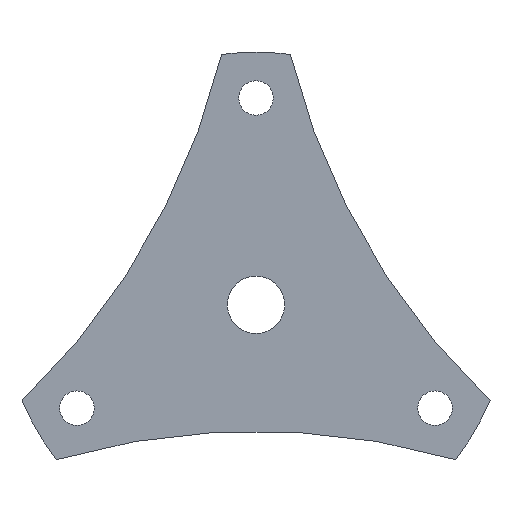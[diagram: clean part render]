
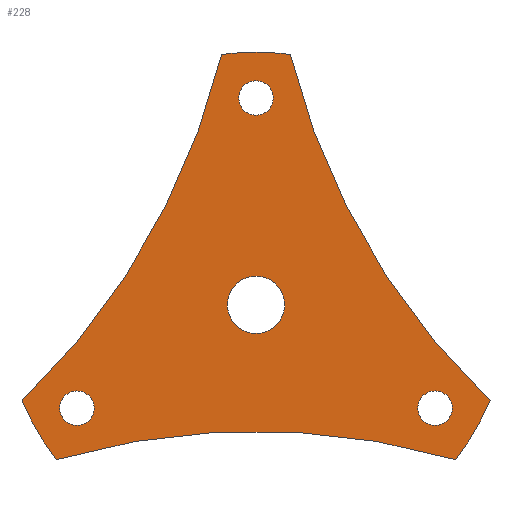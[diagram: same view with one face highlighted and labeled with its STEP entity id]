
A CAD part, front view. The second image highlights one B-rep face of the part: STEP entity #228.
In plain terms, the highlighted planar face has unit normal (0, -1, 0).
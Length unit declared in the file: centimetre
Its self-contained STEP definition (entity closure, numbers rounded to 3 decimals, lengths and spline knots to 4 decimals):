
#19=FACE_BOUND('',#53,.T.);
#20=FACE_BOUND('',#54,.T.);
#21=FACE_BOUND('',#55,.T.);
#22=FACE_BOUND('',#56,.T.);
#24=PLANE('',#274);
#36=FACE_OUTER_BOUND('',#52,.T.);
#52=EDGE_LOOP('',(#197,#198,#199,#200,#201,#202));
#53=EDGE_LOOP('',(#203));
#54=EDGE_LOOP('',(#204));
#55=EDGE_LOOP('',(#205));
#56=EDGE_LOOP('',(#206));
#78=CIRCLE('',#245,0.3969);
#80=CIRCLE('',#248,0.2381);
#82=CIRCLE('',#251,0.2381);
#84=CIRCLE('',#254,0.2381);
#85=CIRCLE('',#256,9.8264);
#87=CIRCLE('',#259,3.4925);
#89=CIRCLE('',#262,9.8264);
#91=CIRCLE('',#265,3.4925);
#93=CIRCLE('',#268,9.8264);
#95=CIRCLE('',#271,3.4925);
#98=VERTEX_POINT('',#355);
#100=VERTEX_POINT('',#361);
#102=VERTEX_POINT('',#367);
#104=VERTEX_POINT('',#373);
#105=VERTEX_POINT('',#377);
#106=VERTEX_POINT('',#378);
#109=VERTEX_POINT('',#386);
#111=VERTEX_POINT('',#392);
#113=VERTEX_POINT('',#398);
#115=VERTEX_POINT('',#404);
#119=EDGE_CURVE('',#98,#98,#78,.T.);
#122=EDGE_CURVE('',#100,#100,#80,.T.);
#125=EDGE_CURVE('',#102,#102,#82,.T.);
#128=EDGE_CURVE('',#104,#104,#84,.T.);
#129=EDGE_CURVE('',#105,#106,#85,.T.);
#133=EDGE_CURVE('',#109,#106,#87,.T.);
#136=EDGE_CURVE('',#109,#111,#89,.T.);
#139=EDGE_CURVE('',#113,#111,#91,.T.);
#142=EDGE_CURVE('',#113,#115,#93,.T.);
#145=EDGE_CURVE('',#105,#115,#95,.T.);
#197=ORIENTED_EDGE('',*,*,#145,.F.);
#198=ORIENTED_EDGE('',*,*,#129,.T.);
#199=ORIENTED_EDGE('',*,*,#133,.F.);
#200=ORIENTED_EDGE('',*,*,#136,.T.);
#201=ORIENTED_EDGE('',*,*,#139,.F.);
#202=ORIENTED_EDGE('',*,*,#142,.T.);
#203=ORIENTED_EDGE('',*,*,#128,.F.);
#204=ORIENTED_EDGE('',*,*,#125,.F.);
#205=ORIENTED_EDGE('',*,*,#122,.F.);
#206=ORIENTED_EDGE('',*,*,#119,.F.);
#228=ADVANCED_FACE('',(#36,#19,#20,#21,#22),#24,.F.);
#245=AXIS2_PLACEMENT_3D('',#357,#282,#283);
#248=AXIS2_PLACEMENT_3D('',#363,#289,#290);
#251=AXIS2_PLACEMENT_3D('',#369,#296,#297);
#254=AXIS2_PLACEMENT_3D('',#375,#303,#304);
#256=AXIS2_PLACEMENT_3D('',#379,#307,#308);
#259=AXIS2_PLACEMENT_3D('',#387,#315,#316);
#262=AXIS2_PLACEMENT_3D('',#393,#322,#323);
#265=AXIS2_PLACEMENT_3D('',#399,#329,#330);
#268=AXIS2_PLACEMENT_3D('',#405,#336,#337);
#271=AXIS2_PLACEMENT_3D('',#410,#343,#344);
#274=AXIS2_PLACEMENT_3D('',#413,#349,#350);
#282=DIRECTION('center_axis',(0.,-1.,0.));
#283=DIRECTION('ref_axis',(1.,0.,0.));
#289=DIRECTION('center_axis',(0.,-1.,0.));
#290=DIRECTION('ref_axis',(1.,0.,0.));
#296=DIRECTION('center_axis',(0.,-1.,0.));
#297=DIRECTION('ref_axis',(1.,0.,0.));
#303=DIRECTION('center_axis',(0.,-1.,0.));
#304=DIRECTION('ref_axis',(1.,0.,0.));
#307=DIRECTION('center_axis',(0.,1.,0.));
#308=DIRECTION('ref_axis',(-0.691,0.,-0.723));
#315=DIRECTION('center_axis',(0.,1.,0.));
#316=DIRECTION('ref_axis',(-0.136,0.,0.991));
#322=DIRECTION('center_axis',(0.,1.,0.));
#323=DIRECTION('ref_axis',(0.972,0.,-0.237));
#329=DIRECTION('center_axis',(0.,1.,0.));
#330=DIRECTION('ref_axis',(-0.79,0.,-0.613));
#336=DIRECTION('center_axis',(0.,1.,0.));
#337=DIRECTION('ref_axis',(-0.281,0.,0.96));
#343=DIRECTION('center_axis',(0.,1.,0.));
#344=DIRECTION('ref_axis',(0.926,0.,-0.378));
#349=DIRECTION('center_axis',(0.,1.,0.));
#350=DIRECTION('ref_axis',(1.,0.,0.));
#355=CARTESIAN_POINT('',(-8.0169,0.,6.35));
#357=CARTESIAN_POINT('Origin',(-7.62,0.,6.35));
#361=CARTESIAN_POINT('',(-7.8581,0.,9.2075));
#363=CARTESIAN_POINT('Origin',(-7.62,0.,9.2075));
#367=CARTESIAN_POINT('',(-5.3835,0.,4.9213));
#369=CARTESIAN_POINT('Origin',(-5.1453,0.,4.9213));
#373=CARTESIAN_POINT('',(-10.3328,0.,4.9213));
#375=CARTESIAN_POINT('Origin',(-10.0947,0.,4.9213));
#377=CARTESIAN_POINT('',(-4.386,0.,5.0315));
#378=CARTESIAN_POINT('',(-7.1449,0.,9.81));
#379=CARTESIAN_POINT('Origin',(2.4022,0.,12.1363));
#386=CARTESIAN_POINT('',(-8.0951,0.,9.81));
#387=CARTESIAN_POINT('Origin',(-7.62,0.,6.35));
#392=CARTESIAN_POINT('',(-10.854,0.,5.0315));
#393=CARTESIAN_POINT('Origin',(-17.6422,0.,12.1363));
#398=CARTESIAN_POINT('',(-10.3789,0.,4.2085));
#399=CARTESIAN_POINT('Origin',(-7.62,0.,6.35));
#404=CARTESIAN_POINT('',(-4.8611,0.,4.2085));
#405=CARTESIAN_POINT('Origin',(-7.62,0.,-5.2227));
#410=CARTESIAN_POINT('Origin',(-7.62,0.,6.35));
#413=CARTESIAN_POINT('Origin',(-7.62,0.,7.0255));
